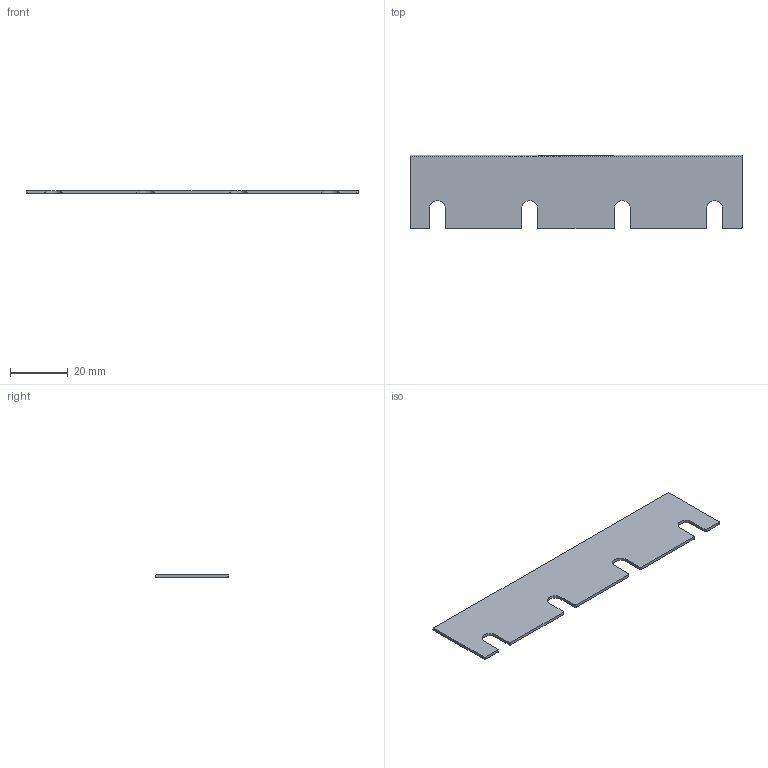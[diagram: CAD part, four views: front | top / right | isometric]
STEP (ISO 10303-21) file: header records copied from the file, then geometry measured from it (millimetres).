
FILE_DESCRIPTION((''),'2;1');
FILE_NAME('604700200','2017-05-23T',('WX'),(''),'CREO PARAMETRIC BY PTC INC, 2015480','CREO PARAMETRIC BY PTC INC, 2015480','');
FILE_SCHEMA(('CONFIG_CONTROL_DESIGN'));
Length unit declared in the file: millimetre
Products named in the file (1): 604700200
Bounding box: 115 x 25.5 x 1 mm (x, y, z)
Volume: 2707.6 mm3; surface area: 5762.9 mm2
Topology: 1 solids, 1 shells, 39 faces, 111 edges, 74 vertices
Faces by surface type: plane 22, cylinder 17
Entity records: 1315 total; most frequent: CARTESIAN_POINT 231, ORIENTED_EDGE 222, DIRECTION 217, EDGE_CURVE 111, VECTOR 77, LINE 77, VERTEX_POINT 74, AXIS2_PLACEMENT_3D 70
